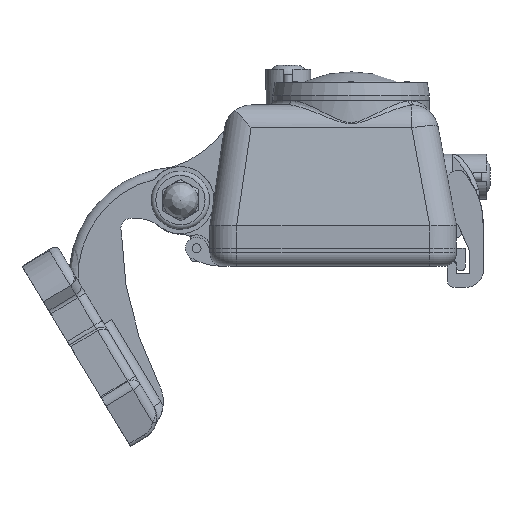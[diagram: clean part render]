
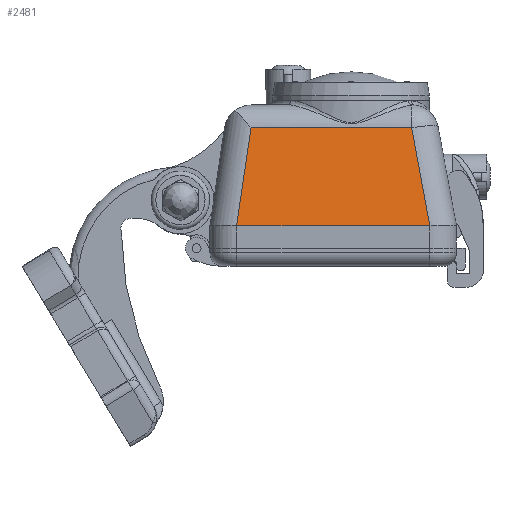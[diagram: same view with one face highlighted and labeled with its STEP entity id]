
A CAD part, left-side view. The second image highlights one B-rep face of the part: STEP entity #2481.
In plain terms, the highlighted face is planar.
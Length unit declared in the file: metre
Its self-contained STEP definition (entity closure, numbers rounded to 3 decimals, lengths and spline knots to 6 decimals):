
#2481=ADVANCED_FACE('',(#4934),#4935,.T.);
#4934=FACE_OUTER_BOUND('',#9341,.T.);
#4935=PLANE('',#9342);
#9341=EDGE_LOOP('',(#14491,#14492,#14493,#14494,#14495,#14496));
#9342=AXIS2_PLACEMENT_3D('',#14497,#14498,#14499);
#14491=ORIENTED_EDGE('',*,*,#18475,.T.);
#14492=ORIENTED_EDGE('',*,*,#18750,.T.);
#14493=ORIENTED_EDGE('',*,*,#20192,.T.);
#14494=ORIENTED_EDGE('',*,*,#20193,.F.);
#14495=ORIENTED_EDGE('',*,*,#19162,.T.);
#14496=ORIENTED_EDGE('',*,*,#18967,.T.);
#14497=CARTESIAN_POINT('',(-0.049,0.016,0.003223));
#14498=DIRECTION('',(-0.989,0.147,0.));
#14499=DIRECTION('',(0.147,0.989,0.));
#18475=EDGE_CURVE('',#21328,#21453,#21455,.F.);
#18750=EDGE_CURVE('',#21453,#21934,#21936,.T.);
#18967=EDGE_CURVE('',#22299,#21328,#22302,.F.);
#19162=EDGE_CURVE('',#22620,#22299,#22621,.T.);
#20192=EDGE_CURVE('',#21934,#24187,#24188,.T.);
#20193=EDGE_CURVE('',#22620,#24187,#24189,.T.);
#21328=VERTEX_POINT('',#25581);
#21453=VERTEX_POINT('',#25951);
#21455=LINE('',#25953,#25954);
#21934=VERTEX_POINT('',#26854);
#21936=LINE('',#26856,#26857);
#22299=VERTEX_POINT('',#27372);
#22302=LINE('',#27395,#27396);
#22620=VERTEX_POINT('',#27861);
#22621=ELLIPSE('',#27862,0.040942,0.006);
#24187=VERTEX_POINT('',#30730);
#24188=ELLIPSE('',#30731,0.040942,0.006);
#24189=LINE('',#30732,#30733);
#25581=CARTESIAN_POINT('',(-0.049759,0.010879,-0.006768));
#25951=CARTESIAN_POINT('',(-0.049759,0.010879,-0.042601));
#25953=CARTESIAN_POINT('',(-0.049759,0.010879,0.003223));
#25954=VECTOR('',#32707,1.);
#26854=CARTESIAN_POINT('',(-0.053,-0.010998,-0.045842));
#26856=CARTESIAN_POINT('',(-0.048053,0.022396,-0.040895));
#26857=VECTOR('',#33030,1.);
#27372=CARTESIAN_POINT('',(-0.053,-0.010998,-0.002717));
#27395=CARTESIAN_POINT('',(-0.049284,0.014082,-0.007362));
#27396=VECTOR('',#33315,1.);
#27861=CARTESIAN_POINT('',(-0.053,-0.011,-0.002777));
#27862=AXIS2_PLACEMENT_3D('',#33595,#33596,#33597);
#30730=CARTESIAN_POINT('',(-0.053,-0.011,-0.045777));
#30731=AXIS2_PLACEMENT_3D('',#34965,#34966,#34967);
#30732=CARTESIAN_POINT('',(-0.053,-0.011,-0.051777));
#30733=VECTOR('',#34968,1.);
#32707=DIRECTION('',(0.,0.,1.));
#33030=DIRECTION('',(-0.145,-0.979,-0.145));
#33315=DIRECTION('',(-0.144,-0.973,0.18));
#33595=CARTESIAN_POINT('',(-0.047,0.0295,-0.002777));
#33596=DIRECTION('',(-0.989,0.147,0.));
#33597=DIRECTION('',(-0.147,-0.989,0.));
#34965=CARTESIAN_POINT('',(-0.047,0.0295,-0.045777));
#34966=DIRECTION('',(-0.989,0.147,0.));
#34967=DIRECTION('',(-0.147,-0.989,0.));
#34968=DIRECTION('',(0.,0.,-1.));
